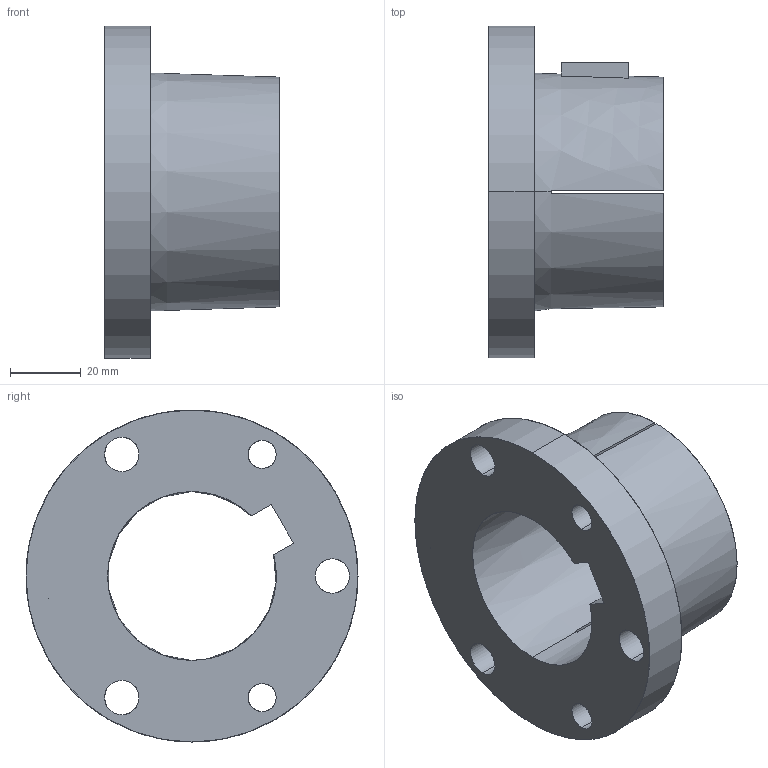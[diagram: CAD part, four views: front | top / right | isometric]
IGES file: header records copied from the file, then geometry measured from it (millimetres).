
Start section: SolidWorks IGES file using analytic representation for surfaces
Global section: file name: B_B_1_703141120418481.igs; native system: SolidWorks 2007; preprocessor: SolidWorks 2007; author: partstream; date: 070314.112041; units: inch
Bounding box: 49.45 x 93.9 x 93.9 mm (x, y, z)
Surface area: 31841.6 mm2 (no closed solid volume)
Topology: 0 solids, 0 shells, 73 faces, 1056 edges, 1056 vertices
Faces by surface type: bspline 56, revolution 17
